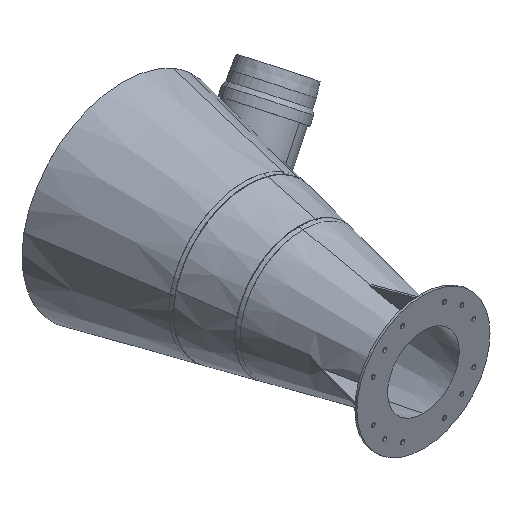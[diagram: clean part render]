
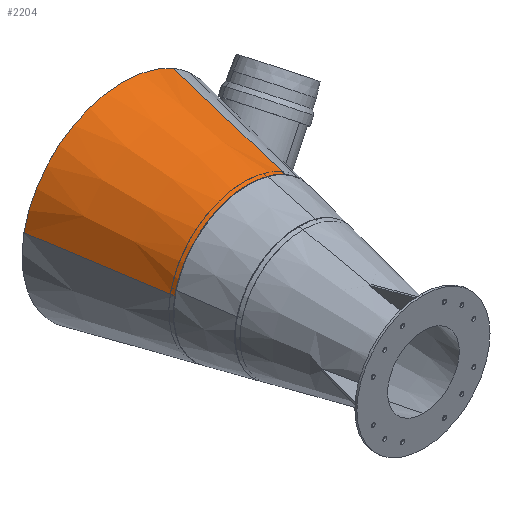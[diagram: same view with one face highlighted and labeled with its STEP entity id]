
A CAD part, isometric view. The second image highlights one B-rep face of the part: STEP entity #2204.
In plain terms, the highlighted conical face has half-angle 11.83 degrees and reference radius 60.325 mm.
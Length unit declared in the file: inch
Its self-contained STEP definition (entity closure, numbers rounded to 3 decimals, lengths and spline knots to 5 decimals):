
#13 = LINE ( 'NONE', #1991, #6180 ) ;
#311 = ORIENTED_EDGE ( 'NONE', *, *, #4946, .T. ) ;
#397 = CARTESIAN_POINT ( 'NONE',  ( 0., 0., 0. ) ) ;
#553 = CONICAL_SURFACE ( 'NONE', #979, 2.375, 0.206 ) ;
#618 = EDGE_LOOP ( 'NONE', ( #3226, #311, #3334, #1109 ) ) ;
#668 = DIRECTION ( 'NONE',  ( 0., -1., 0. ) ) ;
#979 = AXIS2_PLACEMENT_3D ( 'NONE', #397, #1893, #6220 ) ;
#1022 = CARTESIAN_POINT ( 'NONE',  ( 0., 18.5, 6.25 ) ) ;
#1086 = CARTESIAN_POINT ( 'NONE',  ( -4.38115, 10.75, -1.4872 ) ) ;
#1109 = ORIENTED_EDGE ( 'NONE', *, *, #2503, .T. ) ;
#1691 = EDGE_CURVE ( 'NONE', #4171, #3728, #1869, .T. ) ;
#1869 = CIRCLE ( 'NONE', #3615, 4.62669 ) ;
#1893 = DIRECTION ( 'NONE',  ( 0., 1., 0. ) ) ;
#1991 = CARTESIAN_POINT ( 'NONE',  ( 0., -11.33871, 0. ) ) ;
#2204 = ADVANCED_FACE ( 'NONE', ( #4874 ), #553, .T. ) ;
#2503 = EDGE_CURVE ( 'NONE', #3795, #3728, #13, .T. ) ;
#2598 = VECTOR ( 'NONE', #3504, 39.37008 ) ;
#2803 = EDGE_CURVE ( 'NONE', #5367, #3795, #3490, .T. ) ;
#3051 = CARTESIAN_POINT ( 'NONE',  ( 0., 0., 2.375 ) ) ;
#3226 = ORIENTED_EDGE ( 'NONE', *, *, #1691, .F. ) ;
#3334 = ORIENTED_EDGE ( 'NONE', *, *, #2803, .T. ) ;
#3431 = DIRECTION ( 'NONE',  ( 0., 0., -1. ) ) ;
#3490 = CIRCLE ( 'NONE', #4214, 6.25 ) ;
#3504 = DIRECTION ( 'NONE',  ( 0., 0.979, 0.205 ) ) ;
#3615 = AXIS2_PLACEMENT_3D ( 'NONE', #5105, #668, #4782 ) ;
#3728 = VERTEX_POINT ( 'NONE', #1086 ) ;
#3795 = VERTEX_POINT ( 'NONE', #5593 ) ;
#3955 = DIRECTION ( 'NONE',  ( 0.194, -0.979, 0.066 ) ) ;
#4057 = LINE ( 'NONE', #3051, #2598 ) ;
#4171 = VERTEX_POINT ( 'NONE', #5889 ) ;
#4214 = AXIS2_PLACEMENT_3D ( 'NONE', #4438, #5551, #3431 ) ;
#4438 = CARTESIAN_POINT ( 'NONE',  ( 0., 18.5, 0. ) ) ;
#4782 = DIRECTION ( 'NONE',  ( 0., 0., -1. ) ) ;
#4874 = FACE_OUTER_BOUND ( 'NONE', #618, .T. ) ;
#4946 = EDGE_CURVE ( 'NONE', #4171, #5367, #4057, .T. ) ;
#5105 = CARTESIAN_POINT ( 'NONE',  ( 0., 10.75, 0. ) ) ;
#5367 = VERTEX_POINT ( 'NONE', #1022 ) ;
#5551 = DIRECTION ( 'NONE',  ( 0., -1., 0. ) ) ;
#5593 = CARTESIAN_POINT ( 'NONE',  ( -5.91831, 18.5, -2.009 ) ) ;
#5889 = CARTESIAN_POINT ( 'NONE',  ( 0., 10.75, 4.62669 ) ) ;
#6180 = VECTOR ( 'NONE', #3955, 39.37008 ) ;
#6220 = DIRECTION ( 'NONE',  ( 0., 0., 1. ) ) ;
